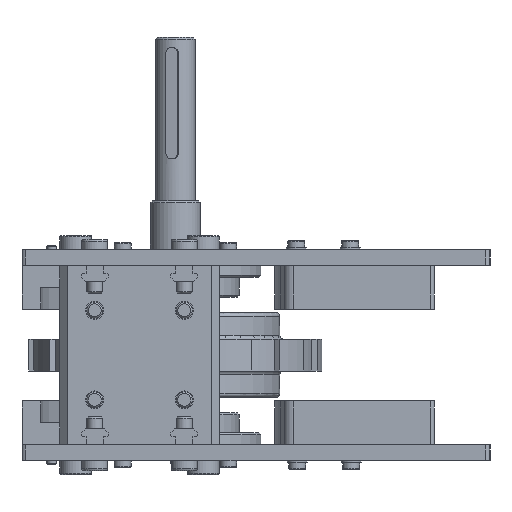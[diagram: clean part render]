
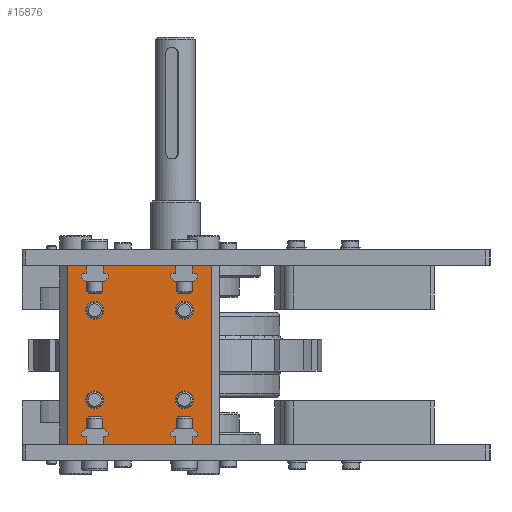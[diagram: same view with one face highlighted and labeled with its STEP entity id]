
A CAD part, left-side view. The second image highlights one B-rep face of the part: STEP entity #15876.
In plain terms, the highlighted face is planar.
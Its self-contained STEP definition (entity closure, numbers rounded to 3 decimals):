
#761=FACE_BOUND('',#3042,.T.);
#762=FACE_BOUND('',#3043,.T.);
#763=FACE_BOUND('',#3044,.T.);
#764=FACE_BOUND('',#3045,.T.);
#1239=PLANE('',#17694);
#1993=FACE_OUTER_BOUND('',#3041,.T.);
#3041=EDGE_LOOP('',(#14095,#14096,#14097,#14098));
#3042=EDGE_LOOP('',(#14099));
#3043=EDGE_LOOP('',(#14100));
#3044=EDGE_LOOP('',(#14101));
#3045=EDGE_LOOP('',(#14102));
#4500=LINE('',#26536,#6007);
#4506=LINE('',#26548,#6013);
#4516=LINE('',#26580,#6023);
#4519=LINE('',#26585,#6026);
#6007=VECTOR('',#21613,10.);
#6013=VECTOR('',#21623,10.);
#6023=VECTOR('',#21651,10.);
#6026=VECTOR('',#21656,10.);
#6753=CIRCLE('',#17695,4.5);
#6754=CIRCLE('',#17696,4.5);
#6755=CIRCLE('',#17697,4.5);
#6756=CIRCLE('',#17698,4.5);
#8107=VERTEX_POINT('',#26533);
#8108=VERTEX_POINT('',#26535);
#8112=VERTEX_POINT('',#26547);
#8125=VERTEX_POINT('',#26579);
#8127=VERTEX_POINT('',#26586);
#8128=VERTEX_POINT('',#26588);
#8129=VERTEX_POINT('',#26590);
#8130=VERTEX_POINT('',#26592);
#10146=EDGE_CURVE('',#8107,#8108,#4500,.T.);
#10152=EDGE_CURVE('',#8112,#8108,#4506,.T.);
#10168=EDGE_CURVE('',#8112,#8125,#4516,.T.);
#10171=EDGE_CURVE('',#8107,#8125,#4519,.T.);
#10172=EDGE_CURVE('',#8127,#8127,#6753,.T.);
#10173=EDGE_CURVE('',#8128,#8128,#6754,.T.);
#10174=EDGE_CURVE('',#8129,#8129,#6755,.T.);
#10175=EDGE_CURVE('',#8130,#8130,#6756,.T.);
#14095=ORIENTED_EDGE('',*,*,#10146,.F.);
#14096=ORIENTED_EDGE('',*,*,#10171,.T.);
#14097=ORIENTED_EDGE('',*,*,#10168,.F.);
#14098=ORIENTED_EDGE('',*,*,#10152,.T.);
#14099=ORIENTED_EDGE('',*,*,#10172,.T.);
#14100=ORIENTED_EDGE('',*,*,#10173,.T.);
#14101=ORIENTED_EDGE('',*,*,#10174,.T.);
#14102=ORIENTED_EDGE('',*,*,#10175,.T.);
#15876=ADVANCED_FACE('',(#1993,#761,#762,#763,#764),#1239,.T.);
#17694=AXIS2_PLACEMENT_3D('',#26584,#21654,#21655);
#17695=AXIS2_PLACEMENT_3D('',#26587,#21657,#21658);
#17696=AXIS2_PLACEMENT_3D('',#26589,#21659,#21660);
#17697=AXIS2_PLACEMENT_3D('',#26591,#21661,#21662);
#17698=AXIS2_PLACEMENT_3D('',#26593,#21663,#21664);
#21613=DIRECTION('',(1.,0.,0.));
#21623=DIRECTION('',(0.,-1.,0.));
#21651=DIRECTION('',(-1.,0.,0.));
#21654=DIRECTION('center_axis',(0.,0.,-1.));
#21655=DIRECTION('ref_axis',(-1.,0.,0.));
#21656=DIRECTION('',(0.,1.,0.));
#21657=DIRECTION('center_axis',(0.,0.,1.));
#21658=DIRECTION('ref_axis',(1.,0.,0.));
#21659=DIRECTION('center_axis',(0.,0.,1.));
#21660=DIRECTION('ref_axis',(1.,0.,0.));
#21661=DIRECTION('center_axis',(0.,0.,1.));
#21662=DIRECTION('ref_axis',(1.,0.,0.));
#21663=DIRECTION('center_axis',(0.,0.,1.));
#21664=DIRECTION('ref_axis',(1.,0.,0.));
#26533=CARTESIAN_POINT('',(-45.,-36.,-10.));
#26535=CARTESIAN_POINT('',(45.,-36.,-10.));
#26536=CARTESIAN_POINT('',(-22.5,-36.,-10.));
#26547=CARTESIAN_POINT('',(45.,36.,-10.));
#26548=CARTESIAN_POINT('',(45.,40.,-10.));
#26579=CARTESIAN_POINT('',(-45.,36.,-10.));
#26580=CARTESIAN_POINT('',(22.5,36.,-10.));
#26584=CARTESIAN_POINT('Origin',(0.,0.,-10.));
#26585=CARTESIAN_POINT('',(-45.,-40.,-10.));
#26586=CARTESIAN_POINT('',(18.,22.5,-10.));
#26587=CARTESIAN_POINT('Origin',(22.5,22.5,-10.));
#26588=CARTESIAN_POINT('',(-27.,-22.5,-10.));
#26589=CARTESIAN_POINT('Origin',(-22.5,-22.5,-10.));
#26590=CARTESIAN_POINT('',(-27.,22.5,-10.));
#26591=CARTESIAN_POINT('Origin',(-22.5,22.5,-10.));
#26592=CARTESIAN_POINT('',(18.,-22.5,-10.));
#26593=CARTESIAN_POINT('Origin',(22.5,-22.5,-10.));
